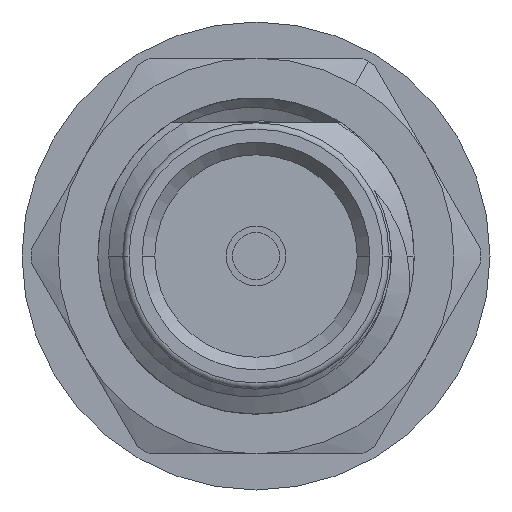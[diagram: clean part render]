
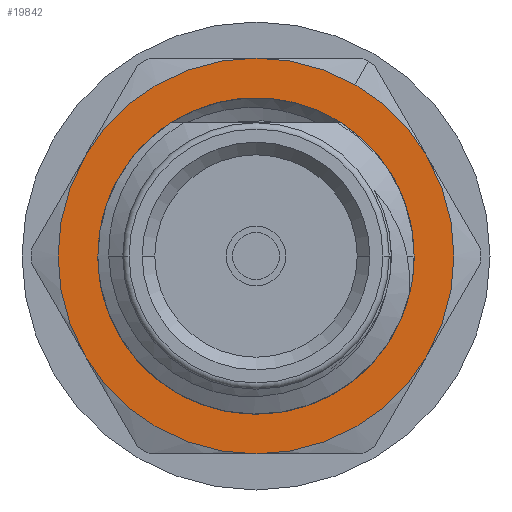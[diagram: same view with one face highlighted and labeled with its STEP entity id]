
A CAD part, left-side view. The second image highlights one B-rep face of the part: STEP entity #19842.
In plain terms, the highlighted planar face has unit normal (-1, 0, 0).
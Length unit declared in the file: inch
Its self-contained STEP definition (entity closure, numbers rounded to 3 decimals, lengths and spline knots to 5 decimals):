
#81 = PLANE ( 'NONE',  #1530 ) ;
#304 = VERTEX_POINT ( 'NONE', #4835 ) ;
#347 = AXIS2_PLACEMENT_3D ( 'NONE', #23583, #2361, #19854 ) ;
#539 = CARTESIAN_POINT ( 'NONE',  ( 0.198, 0., 0. ) ) ;
#1218 = AXIS2_PLACEMENT_3D ( 'NONE', #539, #13977, #4340 ) ;
#1362 = CARTESIAN_POINT ( 'NONE',  ( 0.198, 0., 0. ) ) ;
#1395 = DIRECTION ( 'NONE',  ( 0., -0.5, 0.866 ) ) ;
#1530 = AXIS2_PLACEMENT_3D ( 'NONE', #23109, #5504, #7506 ) ;
#1721 = AXIS2_PLACEMENT_3D ( 'NONE', #1362, #20555, #11073 ) ;
#1751 = DIRECTION ( 'NONE',  ( -1., 0., 0. ) ) ;
#1806 = VERTEX_POINT ( 'NONE', #25119 ) ;
#2361 = DIRECTION ( 'NONE',  ( -1., 0., 0. ) ) ;
#2480 = DIRECTION ( 'NONE',  ( -1., 0., 0. ) ) ;
#2846 = FACE_OUTER_BOUND ( 'NONE', #11537, .T. ) ;
#3159 = CIRCLE ( 'NONE', #1721, 0.125 ) ;
#3537 = CIRCLE ( 'NONE', #7916, 0.1565 ) ;
#3655 = ORIENTED_EDGE ( 'NONE', *, *, #17734, .T. ) ;
#3838 = DIRECTION ( 'NONE',  ( 0., -0.5, 0.866 ) ) ;
#4170 = VERTEX_POINT ( 'NONE', #11105 ) ;
#4340 = DIRECTION ( 'NONE',  ( 0., -0.5, 0.866 ) ) ;
#4719 = AXIS2_PLACEMENT_3D ( 'NONE', #10249, #8185, #8273 ) ;
#4835 = CARTESIAN_POINT ( 'NONE',  ( 0.198, 0.0625, -0.10825 ) ) ;
#5272 = FACE_BOUND ( 'NONE', #19017, .T. ) ;
#5352 = CARTESIAN_POINT ( 'NONE',  ( 0.198, 0., 0. ) ) ;
#5504 = DIRECTION ( 'NONE',  ( 1., 0., 0. ) ) ;
#6874 = VERTEX_POINT ( 'NONE', #18371 ) ;
#7161 = AXIS2_PLACEMENT_3D ( 'NONE', #5352, #7355, #1395 ) ;
#7355 = DIRECTION ( 'NONE',  ( -1., 0., 0. ) ) ;
#7506 = DIRECTION ( 'NONE',  ( 0., -0.5, 0.866 ) ) ;
#7616 = CARTESIAN_POINT ( 'NONE',  ( 0.198, 0.13553, 0.07825 ) ) ;
#7881 = CARTESIAN_POINT ( 'NONE',  ( 0.198, 0.13553, -0.07825 ) ) ;
#7916 = AXIS2_PLACEMENT_3D ( 'NONE', #19387, #13386, #3838 ) ;
#8111 = EDGE_CURVE ( 'NONE', #14789, #16477, #20121, .T. ) ;
#8185 = DIRECTION ( 'NONE',  ( -1., 0., 0. ) ) ;
#8271 = CARTESIAN_POINT ( 'NONE',  ( 0.198, 0., 0. ) ) ;
#8273 = DIRECTION ( 'NONE',  ( 0., -0.5, 0.866 ) ) ;
#8294 = AXIS2_PLACEMENT_3D ( 'NONE', #13303, #1751, #15232 ) ;
#8805 = ORIENTED_EDGE ( 'NONE', *, *, #12338, .T. ) ;
#10249 = CARTESIAN_POINT ( 'NONE',  ( 0.198, 0., 0. ) ) ;
#10940 = ORIENTED_EDGE ( 'NONE', *, *, #14918, .T. ) ;
#11073 = DIRECTION ( 'NONE',  ( 0., -0.5, 0.866 ) ) ;
#11105 = CARTESIAN_POINT ( 'NONE',  ( 0.198, 0.12044, -0.03345 ) ) ;
#11537 = EDGE_LOOP ( 'NONE', ( #3655, #17014, #10940, #18504, #18456, #16065, #15713 ) ) ;
#11876 = EDGE_CURVE ( 'NONE', #4170, #304, #3159, .T. ) ;
#12181 = DIRECTION ( 'NONE',  ( 0., -0.5, 0.866 ) ) ;
#12338 = EDGE_CURVE ( 'NONE', #304, #4170, #16127, .T. ) ;
#12487 = DIRECTION ( 'NONE',  ( 0., -0.5, 0.866 ) ) ;
#12864 = VERTEX_POINT ( 'NONE', #14941 ) ;
#13303 = CARTESIAN_POINT ( 'NONE',  ( 0.198, 0., 0. ) ) ;
#13386 = DIRECTION ( 'NONE',  ( -1., 0., 0. ) ) ;
#13479 = VERTEX_POINT ( 'NONE', #15262 ) ;
#13977 = DIRECTION ( 'NONE',  ( 1., 0., 0. ) ) ;
#14265 = CIRCLE ( 'NONE', #20832, 0.1565 ) ;
#14509 = DIRECTION ( 'NONE',  ( 1., 0., 0. ) ) ;
#14685 = CARTESIAN_POINT ( 'NONE',  ( 0.198, 0., 0. ) ) ;
#14789 = VERTEX_POINT ( 'NONE', #7616 ) ;
#14918 = EDGE_CURVE ( 'NONE', #22408, #14789, #3537, .T. ) ;
#14941 = CARTESIAN_POINT ( 'NONE',  ( 0.198, -0.07825, 0.13553 ) ) ;
#15124 = AXIS2_PLACEMENT_3D ( 'NONE', #8271, #2480, #12181 ) ;
#15232 = DIRECTION ( 'NONE',  ( 0., -0.5, 0.866 ) ) ;
#15262 = CARTESIAN_POINT ( 'NONE',  ( 0.198, -0.13553, 0.07825 ) ) ;
#15713 = ORIENTED_EDGE ( 'NONE', *, *, #24049, .F. ) ;
#16065 = ORIENTED_EDGE ( 'NONE', *, *, #21530, .T. ) ;
#16127 = CIRCLE ( 'NONE', #1218, 0.125 ) ;
#16194 = CARTESIAN_POINT ( 'NONE',  ( 0.198, 0., 0.1565 ) ) ;
#16477 = VERTEX_POINT ( 'NONE', #7881 ) ;
#17014 = ORIENTED_EDGE ( 'NONE', *, *, #23541, .T. ) ;
#17734 = EDGE_CURVE ( 'NONE', #13479, #12864, #20748, .T. ) ;
#18371 = CARTESIAN_POINT ( 'NONE',  ( 0.198, -0.13553, -0.07825 ) ) ;
#18456 = ORIENTED_EDGE ( 'NONE', *, *, #19441, .T. ) ;
#18504 = ORIENTED_EDGE ( 'NONE', *, *, #8111, .T. ) ;
#19017 = EDGE_LOOP ( 'NONE', ( #8805, #23942 ) ) ;
#19387 = CARTESIAN_POINT ( 'NONE',  ( 0.198, 0., 0. ) ) ;
#19441 = EDGE_CURVE ( 'NONE', #16477, #1806, #21940, .T. ) ;
#19729 = CIRCLE ( 'NONE', #15124, 0.1565 ) ;
#19842 = ADVANCED_FACE ( 'NONE', ( #5272, #2846 ), #81, .F. ) ;
#19854 = DIRECTION ( 'NONE',  ( 0., -0.5, 0.866 ) ) ;
#20121 = CIRCLE ( 'NONE', #4719, 0.1565 ) ;
#20555 = DIRECTION ( 'NONE',  ( 1., 0., 0. ) ) ;
#20748 = CIRCLE ( 'NONE', #347, 0.1565 ) ;
#20832 = AXIS2_PLACEMENT_3D ( 'NONE', #14685, #14509, #12487 ) ;
#20985 = CIRCLE ( 'NONE', #8294, 0.1565 ) ;
#21530 = EDGE_CURVE ( 'NONE', #1806, #6874, #20985, .T. ) ;
#21940 = CIRCLE ( 'NONE', #7161, 0.1565 ) ;
#22408 = VERTEX_POINT ( 'NONE', #16194 ) ;
#23109 = CARTESIAN_POINT ( 'NONE',  ( 0.198, 0., 0. ) ) ;
#23541 = EDGE_CURVE ( 'NONE', #12864, #22408, #19729, .T. ) ;
#23583 = CARTESIAN_POINT ( 'NONE',  ( 0.198, 0., 0. ) ) ;
#23942 = ORIENTED_EDGE ( 'NONE', *, *, #11876, .T. ) ;
#24049 = EDGE_CURVE ( 'NONE', #13479, #6874, #14265, .T. ) ;
#25119 = CARTESIAN_POINT ( 'NONE',  ( 0.198, 0., -0.1565 ) ) ;
